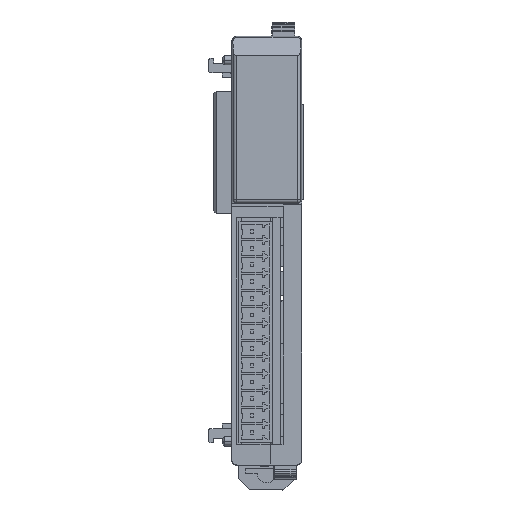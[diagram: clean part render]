
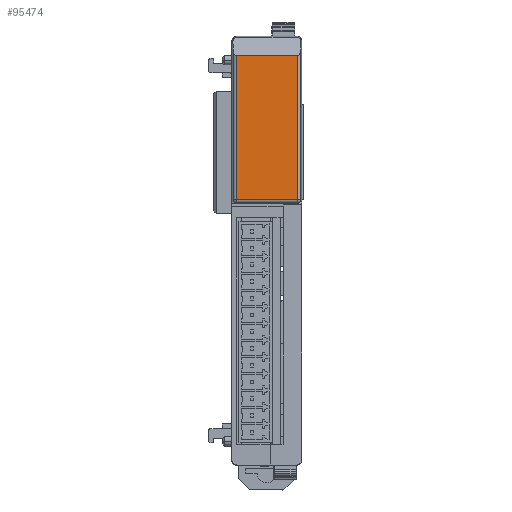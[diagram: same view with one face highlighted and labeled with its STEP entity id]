
A CAD part, front view. The second image highlights one B-rep face of the part: STEP entity #95474.
In plain terms, the highlighted planar face has unit normal (0.009, -1, 0).
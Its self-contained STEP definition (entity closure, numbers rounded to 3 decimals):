
#78121=CARTESIAN_POINT('',(30.851,-24.337,41.087));
#78122=VERTEX_POINT('',#78121);
#78136=CARTESIAN_POINT('',(18.034,-24.449,41.087));
#78137=VERTEX_POINT('',#78136);
#78146=CARTESIAN_POINT('',(18.034,-24.449,41.087));
#78147=DIRECTION('',(1.,0.009,0.));
#78148=VECTOR('',#78147,12.817);
#78149=LINE('',#78146,#78148);
#78150=EDGE_CURVE('',#78137,#78122,#78149,.T.);
#78160=CARTESIAN_POINT('',(30.851,-24.349,10.9));
#78161=VERTEX_POINT('',#78160);
#78171=CARTESIAN_POINT('',(30.851,-24.337,41.087));
#78172=DIRECTION('',(0.,0.,-1.));
#78173=VECTOR('',#78172,30.187);
#78174=LINE('',#78171,#78173);
#78175=EDGE_CURVE('',#78122,#78161,#78174,.T.);
#87102=CARTESIAN_POINT('',(18.034,-24.461,10.9));
#87103=VERTEX_POINT('',#87102);
#87104=CARTESIAN_POINT('',(30.851,-24.349,10.9));
#87105=DIRECTION('',(-1.,-0.009,0.));
#87106=VECTOR('',#87105,12.817);
#87107=LINE('',#87104,#87106);
#87108=EDGE_CURVE('',#78161,#87103,#87107,.T.);
#87374=CARTESIAN_POINT('',(18.034,-24.461,10.9));
#87375=DIRECTION('',(0.,0.,1.));
#87376=VECTOR('',#87375,30.187);
#87377=LINE('',#87374,#87376);
#87378=EDGE_CURVE('',#87103,#78137,#87377,.T.);
#95463=CARTESIAN_POINT('',(24.442,-24.399,25.994));
#95464=DIRECTION('',(0.,0.,-1.));
#95465=DIRECTION('',(0.009,-1.,0.));
#95466=AXIS2_PLACEMENT_3D('',#95463,#95465,#95464);
#95467=PLANE('',#95466);
#95468=ORIENTED_EDGE('',*,*,#87108,.F.);
#95469=ORIENTED_EDGE('',*,*,#78175,.F.);
#95470=ORIENTED_EDGE('',*,*,#78150,.F.);
#95471=ORIENTED_EDGE('',*,*,#87378,.F.);
#95472=EDGE_LOOP('',(#95468,#95469,#95470,#95471));
#95473=FACE_OUTER_BOUND('',#95472,.T.);
#95474=ADVANCED_FACE('',(#95473),#95467,.T.);
